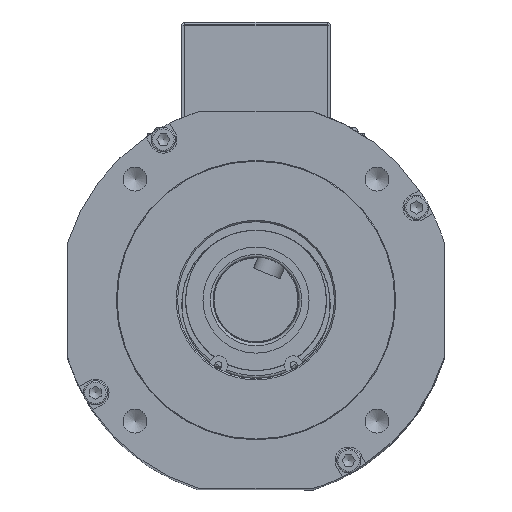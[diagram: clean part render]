
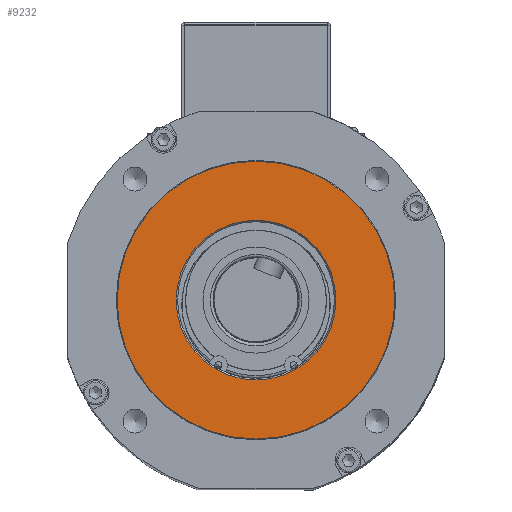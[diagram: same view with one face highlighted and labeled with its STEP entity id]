
A CAD part, top view. The second image highlights one B-rep face of the part: STEP entity #9232.
In plain terms, the highlighted planar face has unit normal (0, 0, 1).
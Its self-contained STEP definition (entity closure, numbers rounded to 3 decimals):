
#301=FACE_BOUND($,#1759,.T.);
#302=FACE_BOUND($,#1760,.T.);
#802=CIRCLE($,#9926,28.);
#806=CIRCLE($,#9933,48.711);
#1759=EDGE_LOOP($,(#6071));
#1760=EDGE_LOOP($,(#6072));
#3880=VERTEX_POINT($,#13779);
#3884=VERTEX_POINT($,#13790);
#4747=EDGE_CURVE($,#3880,#3880,#802,.T.);
#4751=EDGE_CURVE($,#3884,#3884,#806,.T.);
#6071=ORIENTED_EDGE($,*,*,#4747,.F.);
#6072=ORIENTED_EDGE($,*,*,#4751,.F.);
#8271=PLANE($,#9932);
#9232=ADVANCED_FACE($,(#301,#302),#8271,.T.);
#9926=AXIS2_PLACEMENT_3D($,#13780,#11157,#11158);
#9932=AXIS2_PLACEMENT_3D($,#13789,#11169,#11170);
#9933=AXIS2_PLACEMENT_3D($,#13791,#11171,#11172);
#11157=DIRECTION('center_axis',(0.,0.,1.));
#11158=DIRECTION('ref_axis',(0.,-1.,0.));
#11169=DIRECTION('center_axis',(0.,0.,1.));
#11170=DIRECTION('ref_axis',(1.,0.,0.));
#11171=DIRECTION('center_axis',(0.,0.,-1.));
#11172=DIRECTION('ref_axis',(0.,-1.,0.));
#13779=CARTESIAN_POINT('',(0.,28.,109.));
#13780=CARTESIAN_POINT('Origin',(0.,0.,
109.));
#13789=CARTESIAN_POINT('Origin',(0.,38.25,109.));
#13790=CARTESIAN_POINT('',(0.,48.711,109.));
#13791=CARTESIAN_POINT('Origin',(0.,0.,
109.));
